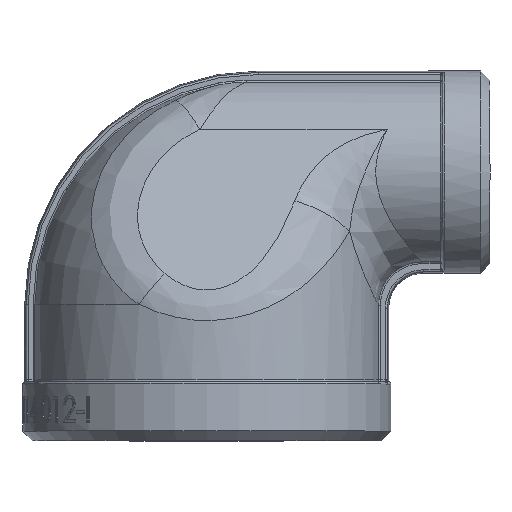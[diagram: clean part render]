
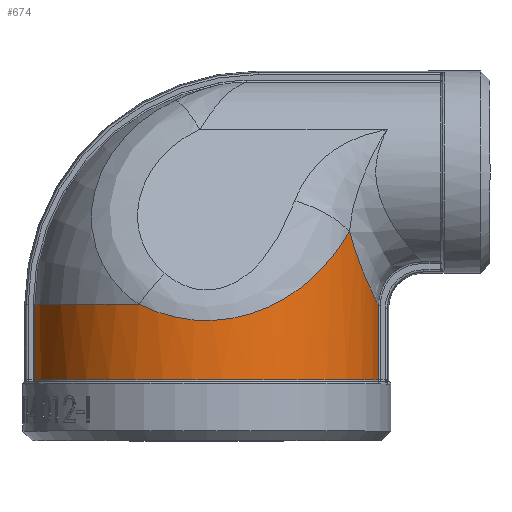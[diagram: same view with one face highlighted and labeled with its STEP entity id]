
A CAD part, top view. The second image highlights one B-rep face of the part: STEP entity #674.
In plain terms, the highlighted cylindrical face has radius 23.5 mm (diameter 47 mm), a partial arc.
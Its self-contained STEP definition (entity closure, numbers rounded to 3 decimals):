
#2 = EDGE_CURVE ( 'NONE', #10839, #10804, #5405, .T. ) ;
#44 = EDGE_CURVE ( 'NONE', #10795, #10826, #5274, .T. ) ;
#45 = EDGE_CURVE ( 'NONE', #10804, #10833, #9737, .T. ) ;
#53 = EDGE_CURVE ( 'NONE', #10833, #10813, #9697, .T. ) ;
#85 = EDGE_CURVE ( 'NONE', #10826, #10813, #8229, .T. ) ;
#92 = EDGE_CURVE ( 'NONE', #10839, #10795, #8270, .T. ) ;
#674 = ADVANCED_FACE ( 'NONE', ( #5439 ), #5437, .T. ) ;
#4374 = EDGE_LOOP ( 'NONE', ( #6593, #6600, #6473, #6572, #6618, #6650 ) ) ;
#5257 = AXIS2_PLACEMENT_3D ( 'NONE', #7518, #7570, #7520 ) ;
#5274 = CIRCLE ( 'NONE', #5257, 23.5 ) ;
#5316 = VECTOR ( 'NONE', #8201, 1000. ) ;
#5320 = VECTOR ( 'NONE', #8208, 1000. ) ;
#5376 = AXIS2_PLACEMENT_3D ( 'NONE', #6763, #6689, #6765 ) ;
#5405 = CIRCLE ( 'NONE', #5376, 23.5 ) ;
#5437 = CYLINDRICAL_SURFACE ( 'NONE', #5952, 23.5 ) ;
#5439 = FACE_OUTER_BOUND ( 'NONE', #4374, .T. ) ;
#5441 = CARTESIAN_POINT ( 'NONE',  ( 0., -23.25, 0. ) ) ;
#5447 = DIRECTION ( 'NONE',  ( 0., 1., 0. ) ) ;
#5498 = DIRECTION ( 'NONE',  ( -1., 0., 0. ) ) ;
#5952 = AXIS2_PLACEMENT_3D ( 'NONE', #5441, #5447, #5498 ) ;
#6473 = ORIENTED_EDGE ( 'NONE', *, *, #44, .T. ) ;
#6572 = ORIENTED_EDGE ( 'NONE', *, *, #85, .T. ) ;
#6593 = ORIENTED_EDGE ( 'NONE', *, *, #2, .F. ) ;
#6600 = ORIENTED_EDGE ( 'NONE', *, *, #92, .T. ) ;
#6618 = ORIENTED_EDGE ( 'NONE', *, *, #53, .F. ) ;
#6650 = ORIENTED_EDGE ( 'NONE', *, *, #45, .F. ) ;
#6689 = DIRECTION ( 'NONE',  ( 0., 1., 0. ) ) ;
#6763 = CARTESIAN_POINT ( 'NONE',  ( 0., -18., 0. ) ) ;
#6765 = DIRECTION ( 'NONE',  ( -1., 0., 0. ) ) ;
#7518 = CARTESIAN_POINT ( 'NONE',  ( 0., -28.25, 0. ) ) ;
#7520 = DIRECTION ( 'NONE',  ( 0., 0., 1. ) ) ;
#7522 = CARTESIAN_POINT ( 'NONE',  ( -9.183, -18., 21.631 ) ) ;
#7524 = CARTESIAN_POINT ( 'NONE',  ( -6.354, -19.419, 22.832 ) ) ;
#7526 = CARTESIAN_POINT ( 'NONE',  ( -0.22, -20.93, 24.111 ) ) ;
#7528 = CARTESIAN_POINT ( 'NONE',  ( 19.408, -8.097, 13.251 ) ) ;
#7548 = CARTESIAN_POINT ( 'NONE',  ( 8.245, -19.035, 22.507 ) ) ;
#7555 = CARTESIAN_POINT ( 'NONE',  ( 14.944, -14.389, 18.576 ) ) ;
#7560 = CARTESIAN_POINT ( 'NONE',  ( 18.108, -10.346, 15.155 ) ) ;
#7570 = DIRECTION ( 'NONE',  ( 0., 1., 0. ) ) ;
#7706 = CARTESIAN_POINT ( 'NONE',  ( 23.195, -17.886, 3.975 ) ) ;
#7715 = CARTESIAN_POINT ( 'NONE',  ( 19.408, -8.097, 13.251 ) ) ;
#7716 = CARTESIAN_POINT ( 'NONE',  ( 22.687, -16.858, 6.47 ) ) ;
#7737 = CARTESIAN_POINT ( 'NONE',  ( 20.012, -10.398, 12.363 ) ) ;
#7739 = CARTESIAN_POINT ( 'NONE',  ( 23.342, -18.182, 2.721 ) ) ;
#7763 = CARTESIAN_POINT ( 'NONE',  ( 21.263, -13.701, 10.312 ) ) ;
#8201 = DIRECTION ( 'NONE',  ( 0., 1., 0. ) ) ;
#8208 = DIRECTION ( 'NONE',  ( 0., -1., 0. ) ) ;
#8229 = LINE ( 'NONE', #8239, #5316 ) ;
#8239 = CARTESIAN_POINT ( 'NONE',  ( 23.342, -23.25, 2.721 ) ) ;
#8270 = LINE ( 'NONE', #8277, #5320 ) ;
#8277 = CARTESIAN_POINT ( 'NONE',  ( -23.342, -23.25, 2.721 ) ) ;
#9697 = B_SPLINE_CURVE_WITH_KNOTS ( 'NONE', 3,
 ( #7715, #7737, #7763, #7716, #7706, #7739 ),
 .UNSPECIFIED., .F., .F.,
 ( 4, 1, 1, 4 ),
 ( 0., 0.439, 0.719, 0.984 ),
 .UNSPECIFIED. ) ;
#9737 = B_SPLINE_CURVE_WITH_KNOTS ( 'NONE', 3,
 ( #7522, #7524, #7526, #7548, #7555, #7560, #7528 ),
 .UNSPECIFIED., .F., .F.,
 ( 4, 1, 1, 1, 4 ),
 ( 0., 0.286, 0.571, 0.786, 1. ),
 .UNSPECIFIED. ) ;
#10795 = VERTEX_POINT ( 'NONE', #17076 ) ;
#10804 = VERTEX_POINT ( 'NONE', #17022 ) ;
#10813 = VERTEX_POINT ( 'NONE', #17060 ) ;
#10826 = VERTEX_POINT ( 'NONE', #17115 ) ;
#10833 = VERTEX_POINT ( 'NONE', #17106 ) ;
#10839 = VERTEX_POINT ( 'NONE', #17138 ) ;
#17022 = CARTESIAN_POINT ( 'NONE',  ( -9.183, -18., 21.631 ) ) ;
#17060 = CARTESIAN_POINT ( 'NONE',  ( 23.342, -18.182, 2.721 ) ) ;
#17076 = CARTESIAN_POINT ( 'NONE',  ( -23.342, -28.25, 2.721 ) ) ;
#17106 = CARTESIAN_POINT ( 'NONE',  ( 19.408, -8.097, 13.251 ) ) ;
#17115 = CARTESIAN_POINT ( 'NONE',  ( 23.342, -28.25, 2.721 ) ) ;
#17138 = CARTESIAN_POINT ( 'NONE',  ( -23.342, -18., 2.721 ) ) ;
